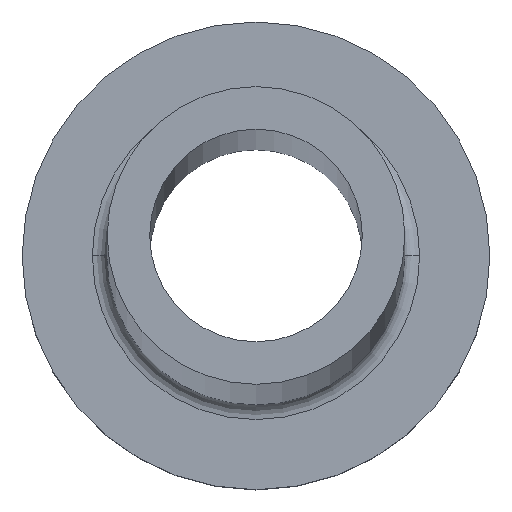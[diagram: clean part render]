
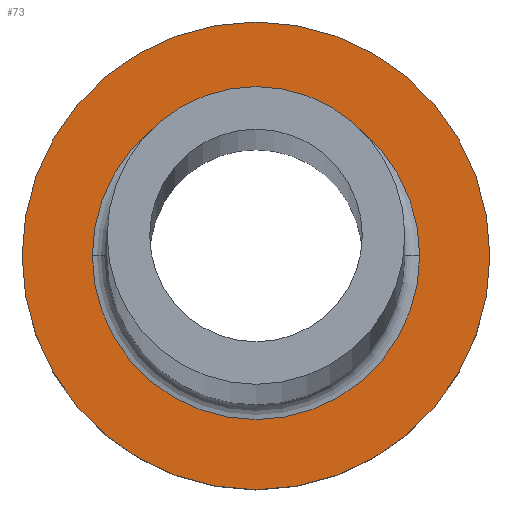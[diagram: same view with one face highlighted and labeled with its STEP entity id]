
A CAD part, top view. The second image highlights one B-rep face of the part: STEP entity #73.
In plain terms, the highlighted planar face has unit normal (0, 0, 1).
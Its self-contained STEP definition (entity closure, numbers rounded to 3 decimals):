
#2 = CARTESIAN_POINT ( 'NONE',  ( 0., 0., 7. ) ) ;
#9 = DIRECTION ( 'NONE',  ( 1., 0., 0. ) ) ;
#20 = DIRECTION ( 'NONE',  ( 0., 0., 1. ) ) ;
#24 = AXIS2_PLACEMENT_3D ( 'NONE', #321, #369, #149 ) ;
#30 = PLANE ( 'NONE',  #138 ) ;
#69 = FACE_BOUND ( 'NONE', #332, .T. ) ;
#73 = ADVANCED_FACE ( 'NONE', ( #69, #324 ), #30, .T. ) ;
#81 = EDGE_LOOP ( 'NONE', ( #364, #106 ) ) ;
#85 = AXIS2_PLACEMENT_3D ( 'NONE', #284, #20, #255 ) ;
#99 = CIRCLE ( 'NONE', #238, 11. ) ;
#106 = ORIENTED_EDGE ( 'NONE', *, *, #176, .T. ) ;
#123 = DIRECTION ( 'NONE',  ( 0., 0., 1. ) ) ;
#136 = CARTESIAN_POINT ( 'NONE',  ( 11., 0., 7. ) ) ;
#137 = VERTEX_POINT ( 'NONE', #188 ) ;
#138 = AXIS2_PLACEMENT_3D ( 'NONE', #2, #123, #9 ) ;
#149 = DIRECTION ( 'NONE',  ( 1., 0., 0. ) ) ;
#152 = AXIS2_PLACEMENT_3D ( 'NONE', #363, #228, #365 ) ;
#164 = CIRCLE ( 'NONE', #152, 7.7 ) ;
#175 = ORIENTED_EDGE ( 'NONE', *, *, #378, .T. ) ;
#176 = EDGE_CURVE ( 'NONE', #209, #368, #99, .T. ) ;
#188 = CARTESIAN_POINT ( 'NONE',  ( -7.7, 0., 7. ) ) ;
#207 = EDGE_CURVE ( 'NONE', #251, #137, #164, .T. ) ;
#209 = VERTEX_POINT ( 'NONE', #136 ) ;
#214 = CARTESIAN_POINT ( 'NONE',  ( 0., 0., 7. ) ) ;
#217 = DIRECTION ( 'NONE',  ( 1., 0., 0. ) ) ;
#228 = DIRECTION ( 'NONE',  ( 0., 0., -1. ) ) ;
#235 = DIRECTION ( 'NONE',  ( 0., 0., 1. ) ) ;
#238 = AXIS2_PLACEMENT_3D ( 'NONE', #214, #235, #217 ) ;
#251 = VERTEX_POINT ( 'NONE', #299 ) ;
#255 = DIRECTION ( 'NONE',  ( 1., 0., 0. ) ) ;
#270 = CIRCLE ( 'NONE', #85, 11. ) ;
#284 = CARTESIAN_POINT ( 'NONE',  ( 0., 0., 7. ) ) ;
#299 = CARTESIAN_POINT ( 'NONE',  ( 7.7, 0., 7. ) ) ;
#312 = CIRCLE ( 'NONE', #24, 7.7 ) ;
#321 = CARTESIAN_POINT ( 'NONE',  ( 0., 0., 7. ) ) ;
#324 = FACE_OUTER_BOUND ( 'NONE', #81, .T. ) ;
#329 = ORIENTED_EDGE ( 'NONE', *, *, #207, .T. ) ;
#332 = EDGE_LOOP ( 'NONE', ( #329, #175 ) ) ;
#360 = EDGE_CURVE ( 'NONE', #368, #209, #270, .T. ) ;
#363 = CARTESIAN_POINT ( 'NONE',  ( 0., 0., 7. ) ) ;
#364 = ORIENTED_EDGE ( 'NONE', *, *, #360, .T. ) ;
#365 = DIRECTION ( 'NONE',  ( 1., 0., 0. ) ) ;
#368 = VERTEX_POINT ( 'NONE', #371 ) ;
#369 = DIRECTION ( 'NONE',  ( 0., 0., -1. ) ) ;
#371 = CARTESIAN_POINT ( 'NONE',  ( -11., 0., 7. ) ) ;
#378 = EDGE_CURVE ( 'NONE', #137, #251, #312, .T. ) ;
